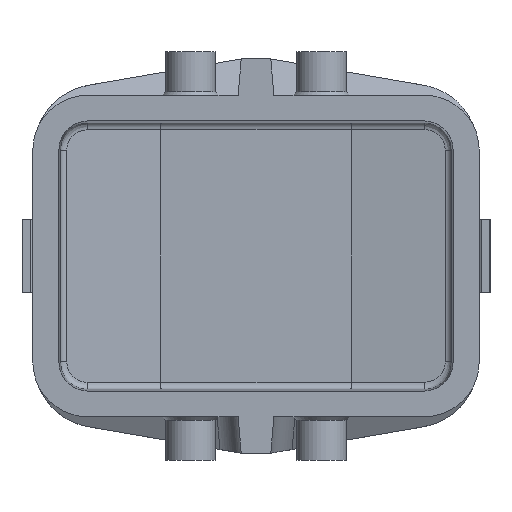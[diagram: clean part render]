
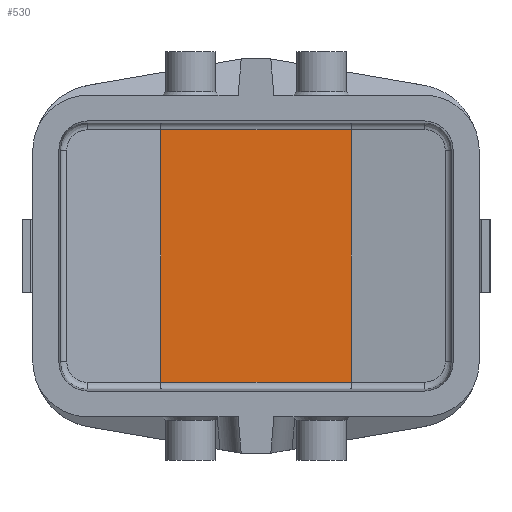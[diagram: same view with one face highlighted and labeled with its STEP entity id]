
A CAD part, front view. The second image highlights one B-rep face of the part: STEP entity #530.
In plain terms, the highlighted planar face has unit normal (0, -1, 0).
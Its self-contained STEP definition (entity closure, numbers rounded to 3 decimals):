
#530=ADVANCED_FACE('',(#863),#711,.T.);
#711=PLANE('',#4001);
#863=FACE_OUTER_BOUND('',#1098,.T.);
#1098=EDGE_LOOP('',(#1713,#1714,#1715,#1716));
#1713=ORIENTED_EDGE('',*,*,#3017,.F.);
#1714=ORIENTED_EDGE('',*,*,#3018,.T.);
#1715=ORIENTED_EDGE('',*,*,#3019,.T.);
#1716=ORIENTED_EDGE('',*,*,#3020,.T.);
#2599=VERTEX_POINT('',#5930);
#2600=VERTEX_POINT('',#5931);
#2601=VERTEX_POINT('',#5933);
#2602=VERTEX_POINT('',#5935);
#3017=EDGE_CURVE('',#2599,#2600,#3416,.T.);
#3018=EDGE_CURVE('',#2599,#2601,#3417,.T.);
#3019=EDGE_CURVE('',#2601,#2602,#3418,.T.);
#3020=EDGE_CURVE('',#2602,#2600,#3419,.T.);
#3416=LINE('',#5929,#3703);
#3417=LINE('',#5932,#3704);
#3418=LINE('',#5934,#3705);
#3419=LINE('',#5936,#3706);
#3703=VECTOR('',#4557,1.);
#3704=VECTOR('',#4558,1.);
#3705=VECTOR('',#4559,1.);
#3706=VECTOR('',#4560,1.);
#4001=AXIS2_PLACEMENT_3D('',#5937,#4561,#4562);
#4557=DIRECTION('',(0.,0.,1.));
#4558=DIRECTION('',(1.,0.,0.));
#4559=DIRECTION('',(0.,0.,1.));
#4560=DIRECTION('',(-1.,0.,0.));
#4561=DIRECTION('',(0.,-1.,0.));
#4562=DIRECTION('',(0.,0.,-1.));
#5929=CARTESIAN_POINT('',(-13.042,17.5,-21.5));
#5930=CARTESIAN_POINT('',(-13.042,17.5,-17.266));
#5931=CARTESIAN_POINT('',(-13.042,17.5,17.266));
#5932=CARTESIAN_POINT('',(-13.25,17.5,-17.266));
#5933=CARTESIAN_POINT('',(13.042,17.5,-17.266));
#5934=CARTESIAN_POINT('',(13.042,17.5,-21.5));
#5935=CARTESIAN_POINT('',(13.042,17.5,17.266));
#5936=CARTESIAN_POINT('',(-10.275,17.5,17.266));
#5937=CARTESIAN_POINT('',(-13.25,17.5,-21.5));
